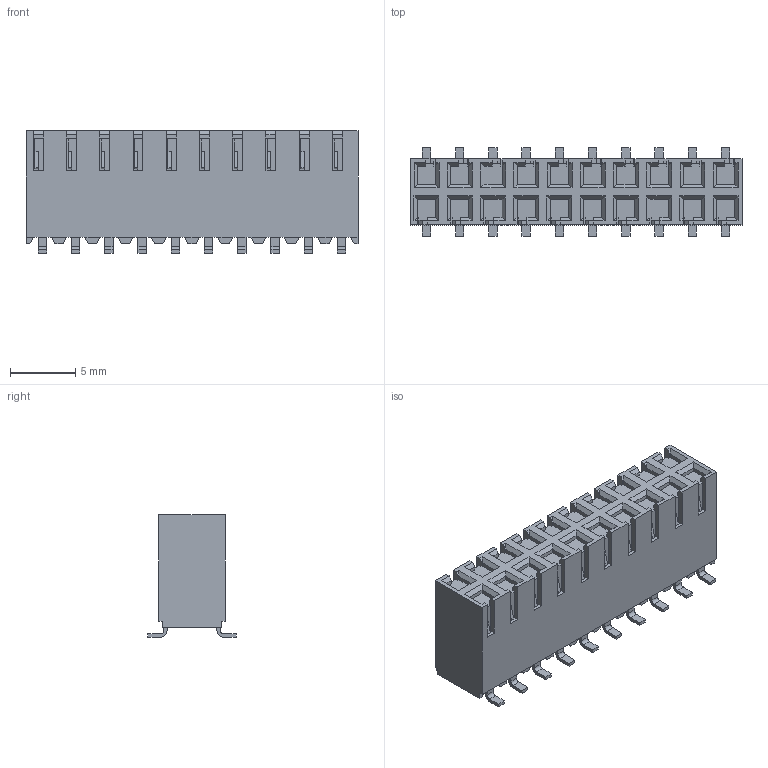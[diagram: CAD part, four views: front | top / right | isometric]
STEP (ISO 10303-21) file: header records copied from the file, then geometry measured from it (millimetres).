
FILE_DESCRIPTION((''),'2;1');
FILE_NAME('015453120','2016-12-06T',('ksrinivasara'),(''),'PRO/ENGINEER BY PARAMETRIC TECHNOLOGY CORPORATION, 2012310','PRO/ENGINEER BY PARAMETRIC TECHNOLOGY CORPORATION, 2012310','');
FILE_SCHEMA(('CONFIG_CONTROL_DESIGN'));
Length unit declared in the file: inch
Products named in the file (1): 015453120
Bounding box: 25.37 x 6.76 x 9.35 mm (x, y, z)
Volume: 1022.4 mm3; surface area: 998.8 mm2
Topology: 1 solids, 1 shells, 659 faces, 1864 edges, 1236 vertices
Faces by surface type: plane 609, cylinder 40, bspline 10
Entity records: 20967 total; most frequent: CARTESIAN_POINT 3910, ORIENTED_EDGE 3568, DIRECTION 3244, VECTOR 1784, LINE 1784, EDGE_CURVE 1784, VERTEX_POINT 1156, AXIS2_PLACEMENT_3D 730
